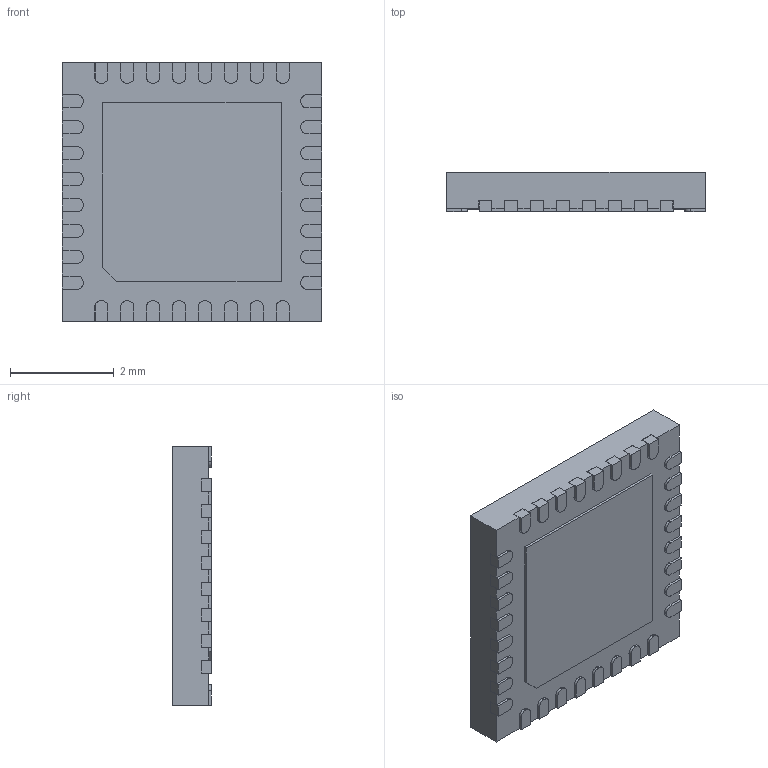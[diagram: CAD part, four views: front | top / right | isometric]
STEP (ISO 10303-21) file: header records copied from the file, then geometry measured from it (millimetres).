
FILE_DESCRIPTION (( 'STEP AP214' ), '1' );
FILE_NAME ('04251A2D-4239-4DEB-88FC-18ED3E09DBCD.STEP', '2008-07-18T08:19:41', ( 'sysAdmin' ), ( 'SolidWorks' ), 'SwSTEP 2.0', 'SolidWorks 2008', '' );
FILE_SCHEMA (( 'AUTOMOTIVE_DESIGN' ));
Length unit declared in the file: millimetre
Products named in the file (1): 04251A2D-4239-4DEB-88FC-18ED3E09DBCD
Bounding box: 5 x 0.75 x 5 mm (x, y, z)
Volume: 18.2 mm3; surface area: 105.8 mm2
Topology: 34 solids, 34 shells, 535 faces, 1380 edges, 920 vertices
Faces by surface type: plane 375, cylinder 130, bspline 30
Entity records: 24075 total; most frequent: CARTESIAN_POINT 4722, ORIENTED_EDGE 2760, DIRECTION 2592, EDGE_CURVE 1380, LINE 1060, VECTOR 1060, VERTEX_POINT 920, AXIS2_PLACEMENT_3D 766
